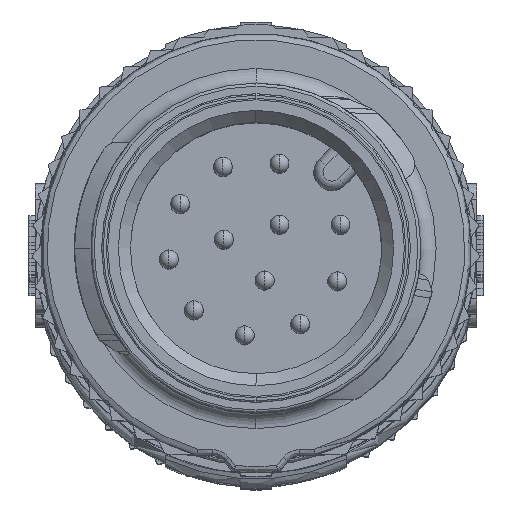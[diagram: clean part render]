
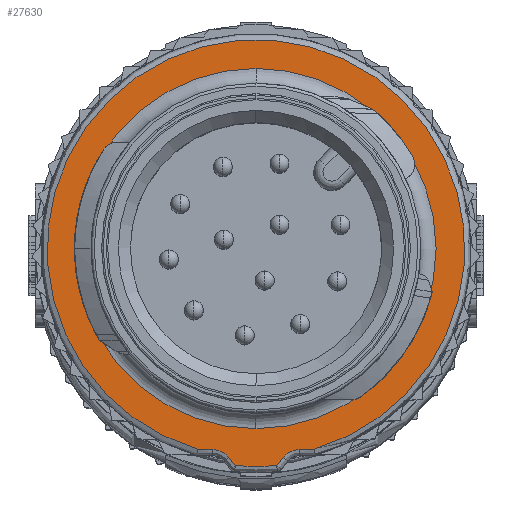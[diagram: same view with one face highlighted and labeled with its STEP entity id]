
A CAD part, top view. The second image highlights one B-rep face of the part: STEP entity #27630.
In plain terms, the highlighted planar face has unit normal (0, 0, 1).
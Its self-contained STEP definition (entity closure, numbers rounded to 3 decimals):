
#1707=VECTOR('',#31734,1.);
#1708=VECTOR('',#31737,1.);
#1709=VECTOR('',#31740,1.);
#1710=VECTOR('',#31743,1.);
#4186=LINE('',#42584,#1707);
#4187=LINE('',#42588,#1708);
#4188=LINE('',#42592,#1709);
#4189=LINE('',#42596,#1710);
#6821=VERTEX_POINT('',#42576);
#6822=VERTEX_POINT('',#42578);
#6823=VERTEX_POINT('',#42582);
#6824=VERTEX_POINT('',#42583);
#6825=VERTEX_POINT('',#42585);
#6826=VERTEX_POINT('',#42587);
#6827=VERTEX_POINT('',#42589);
#6828=VERTEX_POINT('',#42591);
#6829=VERTEX_POINT('',#42593);
#6830=VERTEX_POINT('',#42595);
#9554=CIRCLE('',#29384,5.95);
#9555=CIRCLE('',#29386,6.9);
#9556=CIRCLE('',#29387,0.7);
#9557=CIRCLE('',#29388,7.2);
#9558=CIRCLE('',#29389,0.7);
#9559=CIRCLE('',#29390,5.95);
#10782=EDGE_CURVE('',#6822,#6821,#9554,.F.);
#10783=EDGE_CURVE('',#6823,#6824,#9555,.T.);
#10784=EDGE_CURVE('',#6823,#6825,#4186,.T.);
#10785=EDGE_CURVE('',#6825,#6826,#9556,.T.);
#10786=EDGE_CURVE('',#6826,#6827,#4187,.T.);
#10787=EDGE_CURVE('',#6827,#6828,#9557,.F.);
#10788=EDGE_CURVE('',#6828,#6829,#4188,.T.);
#10789=EDGE_CURVE('',#6829,#6830,#9558,.T.);
#10790=EDGE_CURVE('',#6830,#6824,#4189,.T.);
#10791=EDGE_CURVE('',#6821,#6822,#9559,.F.);
#15422=ORIENTED_EDGE('',*,*,#10783,.F.);
#15423=ORIENTED_EDGE('',*,*,#10784,.T.);
#15424=ORIENTED_EDGE('',*,*,#10785,.T.);
#15425=ORIENTED_EDGE('',*,*,#10786,.T.);
#15426=ORIENTED_EDGE('',*,*,#10787,.T.);
#15427=ORIENTED_EDGE('',*,*,#10788,.T.);
#15428=ORIENTED_EDGE('',*,*,#10789,.T.);
#15429=ORIENTED_EDGE('',*,*,#10790,.T.);
#15430=ORIENTED_EDGE('',*,*,#10791,.F.);
#15431=ORIENTED_EDGE('',*,*,#10782,.F.);
#23931=EDGE_LOOP('',(#15422,#15423,#15424,#15425,#15426,#15427,#15428,#15429));
#23932=EDGE_LOOP('',(#15430,#15431));
#25791=FACE_BOUND('',#23931,.T.);
#25792=FACE_BOUND('',#23932,.T.);
#27630=ADVANCED_FACE('',(#25791,#25792),#78063,.F.);
#29384=AXIS2_PLACEMENT_3D('',#42579,#31729,#31730);
#29385=AXIS2_PLACEMENT_3D('',#42580,#31731,$);
#29386=AXIS2_PLACEMENT_3D('',#42581,#31732,#31733);
#29387=AXIS2_PLACEMENT_3D('',#42586,#31735,#31736);
#29388=AXIS2_PLACEMENT_3D('',#42590,#31738,#31739);
#29389=AXIS2_PLACEMENT_3D('',#42594,#31741,#31742);
#29390=AXIS2_PLACEMENT_3D('',#42597,#31744,#31745);
#31729=DIRECTION('',(0.,0.,-1.));
#31730=DIRECTION('',(-5.95,0.,0.));
#31731=DIRECTION('',(0.,0.,-1.));
#31732=DIRECTION('',(0.,0.,-1.));
#31733=DIRECTION('',(-6.9,0.,0.));
#31734=DIRECTION('',(0.999,-0.035,0.));
#31735=DIRECTION('',(0.,0.,-1.));
#31736=DIRECTION('',(-0.7,0.,0.));
#31737=DIRECTION('',(0.629,-0.777,0.));
#31738=DIRECTION('',(0.,0.,-1.));
#31739=DIRECTION('',(-7.2,0.,0.));
#31740=DIRECTION('',(0.629,0.777,0.));
#31741=DIRECTION('',(0.,0.,-1.));
#31742=DIRECTION('',(-0.7,0.,0.));
#31743=DIRECTION('',(0.999,0.035,0.));
#31744=DIRECTION('',(0.,0.,-1.));
#31745=DIRECTION('',(-5.95,0.,0.));
#42576=CARTESIAN_POINT('',(0.,-5.95,0.));
#42578=CARTESIAN_POINT('',(0.,5.95,0.));
#42579=CARTESIAN_POINT('',(0.,0.,0.));
#42580=CARTESIAN_POINT('',(0.,0.,0.));
#42581=CARTESIAN_POINT('',(0.,0.,0.));
#42582=CARTESIAN_POINT('',(-1.931,-6.624,0.));
#42583=CARTESIAN_POINT('',(1.931,-6.624,0.));
#42584=CARTESIAN_POINT('',(-7.16,-6.442,0.));
#42585=CARTESIAN_POINT('',(-1.421,-6.642,0.));
#42586=CARTESIAN_POINT('',(-1.445,-7.342,0.));
#42587=CARTESIAN_POINT('',(-0.901,-6.901,0.));
#42588=CARTESIAN_POINT('',(-0.935,-6.859,0.));
#42589=CARTESIAN_POINT('',(-0.686,-7.167,0.));
#42590=CARTESIAN_POINT('',(0.,0.,0.));
#42591=CARTESIAN_POINT('',(0.686,-7.167,0.));
#42592=CARTESIAN_POINT('',(0.651,-7.21,0.));
#42593=CARTESIAN_POINT('',(0.901,-6.901,0.));
#42594=CARTESIAN_POINT('',(1.445,-7.342,0.));
#42595=CARTESIAN_POINT('',(1.421,-6.642,0.));
#42596=CARTESIAN_POINT('',(-7.16,-6.942,0.));
#42597=CARTESIAN_POINT('',(0.,0.,0.));
#78063=PLANE('',#29385);
